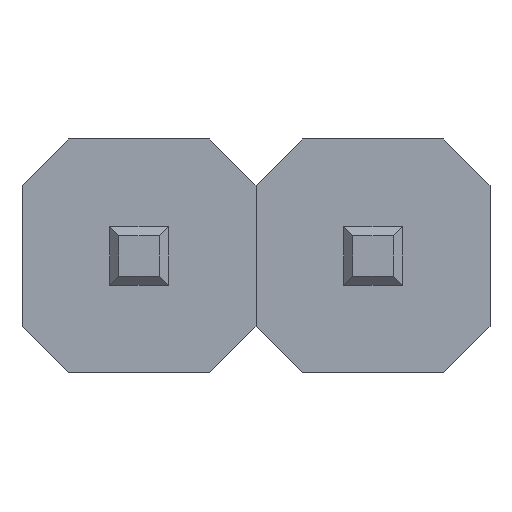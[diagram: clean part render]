
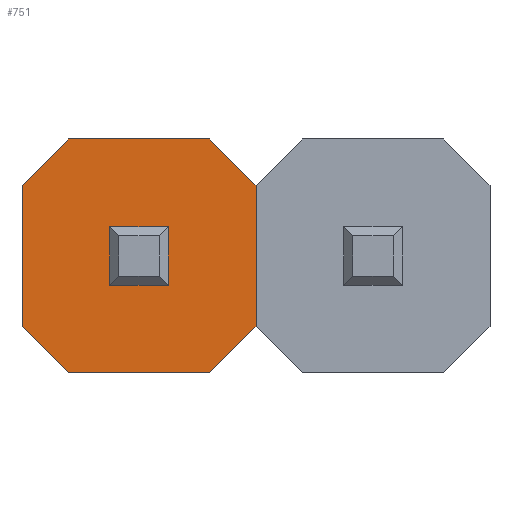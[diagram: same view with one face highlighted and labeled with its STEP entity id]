
A CAD part, front view. The second image highlights one B-rep face of the part: STEP entity #751.
In plain terms, the highlighted planar face has unit normal (0, -1, 0).
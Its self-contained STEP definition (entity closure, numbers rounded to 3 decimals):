
#23=FACE_OUTER_BOUND('',#71,.T.);
#71=EDGE_LOOP('',(#501,#502,#503,#504,#505,#506,#507,#508));
#119=LINE('',#1072,#223);
#121=LINE('',#1076,#225);
#124=LINE('',#1082,#228);
#125=LINE('',#1084,#229);
#126=LINE('',#1086,#230);
#127=LINE('',#1088,#231);
#128=LINE('',#1090,#232);
#129=LINE('',#1091,#233);
#223=VECTOR('',#868,10.);
#225=VECTOR('',#872,10.);
#228=VECTOR('',#877,10.);
#229=VECTOR('',#878,10.);
#230=VECTOR('',#879,10.);
#231=VECTOR('',#880,10.);
#232=VECTOR('',#881,10.);
#233=VECTOR('',#882,10.);
#327=VERTEX_POINT('',#1069);
#328=VERTEX_POINT('',#1071);
#329=VERTEX_POINT('',#1075);
#331=VERTEX_POINT('',#1081);
#332=VERTEX_POINT('',#1083);
#333=VERTEX_POINT('',#1085);
#334=VERTEX_POINT('',#1087);
#335=VERTEX_POINT('',#1089);
#391=EDGE_CURVE('',#327,#328,#119,.T.);
#393=EDGE_CURVE('',#329,#328,#121,.T.);
#396=EDGE_CURVE('',#327,#331,#124,.T.);
#397=EDGE_CURVE('',#332,#331,#125,.T.);
#398=EDGE_CURVE('',#332,#333,#126,.T.);
#399=EDGE_CURVE('',#334,#333,#127,.T.);
#400=EDGE_CURVE('',#334,#335,#128,.T.);
#401=EDGE_CURVE('',#329,#335,#129,.T.);
#501=ORIENTED_EDGE('',*,*,#391,.F.);
#502=ORIENTED_EDGE('',*,*,#396,.T.);
#503=ORIENTED_EDGE('',*,*,#397,.F.);
#504=ORIENTED_EDGE('',*,*,#398,.T.);
#505=ORIENTED_EDGE('',*,*,#399,.F.);
#506=ORIENTED_EDGE('',*,*,#400,.T.);
#507=ORIENTED_EDGE('',*,*,#401,.F.);
#508=ORIENTED_EDGE('',*,*,#393,.T.);
#703=PLANE('',#816);
#751=ADVANCED_FACE('',(#23),#703,.F.);
#816=AXIS2_PLACEMENT_3D('',#1080,#875,#876);
#868=DIRECTION('',(-0.707,0.,0.707));
#872=DIRECTION('',(0.,0.,-1.));
#875=DIRECTION('center_axis',(0.,1.,0.));
#876=DIRECTION('ref_axis',(1.,0.,0.));
#877=DIRECTION('',(1.,0.,0.));
#878=DIRECTION('',(-0.707,0.,-0.707));
#879=DIRECTION('',(0.,0.,1.));
#880=DIRECTION('',(0.707,0.,-0.707));
#881=DIRECTION('',(-1.,0.,0.));
#882=DIRECTION('',(0.707,0.,0.707));
#1069=CARTESIAN_POINT('',(-2.04,0.,-1.27));
#1071=CARTESIAN_POINT('',(-2.54,0.,-0.77));
#1072=CARTESIAN_POINT('',(-2.29,0.,-1.02));
#1075=CARTESIAN_POINT('',(-2.54,0.,0.77));
#1076=CARTESIAN_POINT('',(-2.54,0.,1.27));
#1080=CARTESIAN_POINT('Origin',(-1.27,0.,0.));
#1081=CARTESIAN_POINT('',(-0.5,0.,-1.27));
#1082=CARTESIAN_POINT('',(-2.54,0.,-1.27));
#1083=CARTESIAN_POINT('',(0.,0.,-0.77));
#1084=CARTESIAN_POINT('',(-0.25,0.,-1.02));
#1085=CARTESIAN_POINT('',(0.,0.,0.77));
#1086=CARTESIAN_POINT('',(0.,0.,-1.27));
#1087=CARTESIAN_POINT('',(-0.5,0.,1.27));
#1088=CARTESIAN_POINT('',(-0.25,0.,1.02));
#1089=CARTESIAN_POINT('',(-2.04,0.,1.27));
#1090=CARTESIAN_POINT('',(0.,0.,1.27));
#1091=CARTESIAN_POINT('',(-2.29,0.,1.02));
